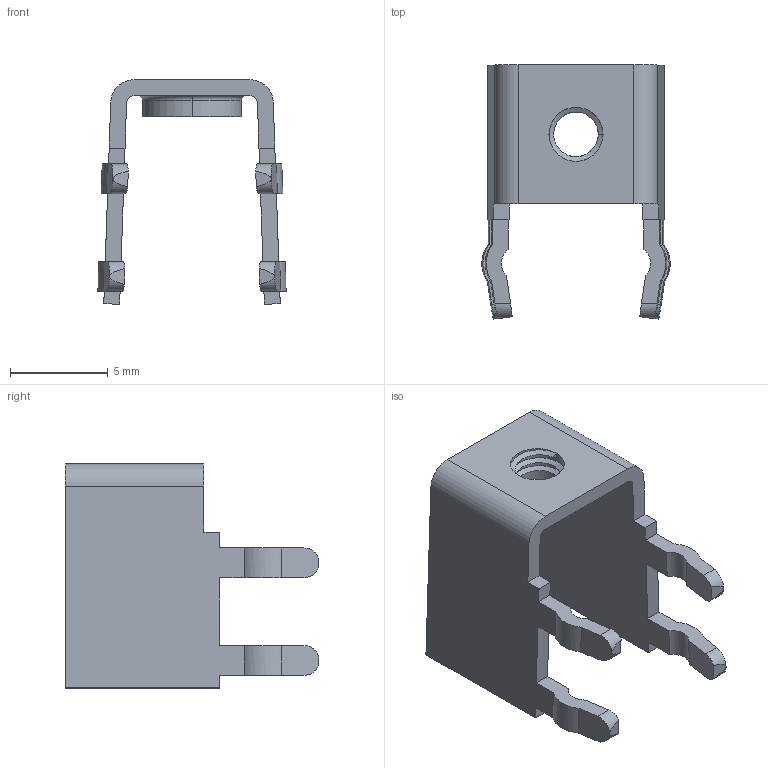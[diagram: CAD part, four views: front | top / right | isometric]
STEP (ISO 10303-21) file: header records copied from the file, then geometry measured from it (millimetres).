
FILE_DESCRIPTION (( 'STEP AP214' ), '1' );
FILE_NAME ('7790.STEP', '2008-07-01T18:44:14', ( 'Richard Maletta' ), ( '' ), 'SwSTEP 2.0', 'SolidWorks 2008', '' );
FILE_SCHEMA (( 'AUTOMOTIVE_DESIGN' ));
Length unit declared in the file: inch
Products named in the file (1): 7790
Bounding box: 9.65 x 13 x 11.51 mm (x, y, z)
Volume: 214.4 mm3; surface area: 619.8 mm2
Topology: 1 solids, 1 shells, 78 faces, 211 edges, 136 vertices
Faces by surface type: plane 45, cylinder 29, torus 2, bspline 2
Entity records: 2659 total; most frequent: CARTESIAN_POINT 824, ORIENTED_EDGE 422, DIRECTION 330, EDGE_CURVE 211, VERTEX_POINT 136, VECTOR 136, LINE 136, AXIS2_PLACEMENT_3D 97
